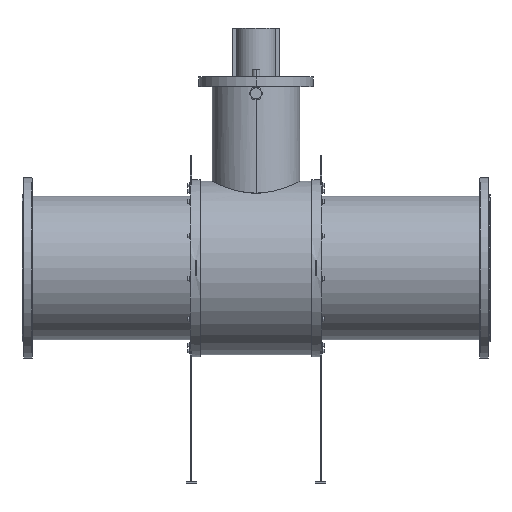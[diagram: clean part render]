
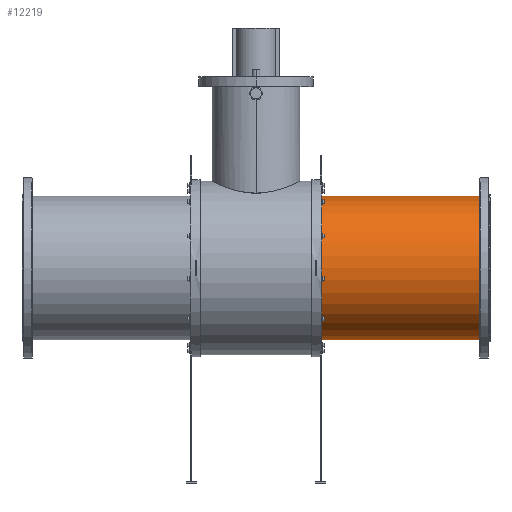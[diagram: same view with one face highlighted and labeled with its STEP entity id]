
A CAD part, top view. The second image highlights one B-rep face of the part: STEP entity #12219.
In plain terms, the highlighted cylindrical face has radius 429.5 mm (diameter 859 mm), a partial arc.
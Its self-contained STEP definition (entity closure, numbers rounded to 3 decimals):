
#63 = CARTESIAN_POINT ( 'NONE',  ( 1335., 0., 0. ) ) ;
#597 = CARTESIAN_POINT ( 'NONE',  ( 1335., 429.5, 0. ) ) ;
#644 = DIRECTION ( 'NONE',  ( -1., 0., 0. ) ) ;
#976 = DIRECTION ( 'NONE',  ( 0., -1., 0. ) ) ;
#1300 = DIRECTION ( 'NONE',  ( 0., 0., -1. ) ) ;
#2114 = CARTESIAN_POINT ( 'NONE',  ( -1400., 0., 0. ) ) ;
#2141 = CARTESIAN_POINT ( 'NONE',  ( 393., -429.5, 0. ) ) ;
#2248 = LINE ( 'NONE', #5825, #9899 ) ;
#3125 = AXIS2_PLACEMENT_3D ( 'NONE', #3356, #11541, #1300 ) ;
#3356 = CARTESIAN_POINT ( 'NONE',  ( 393., 0., 0. ) ) ;
#3799 = EDGE_LOOP ( 'NONE', ( #12807, #4621, #4919, #6740 ) ) ;
#4115 = CIRCLE ( 'NONE', #9253, 429.5 ) ;
#4438 = VERTEX_POINT ( 'NONE', #2141 ) ;
#4621 = ORIENTED_EDGE ( 'NONE', *, *, #11631, .T. ) ;
#4731 = VERTEX_POINT ( 'NONE', #597 ) ;
#4919 = ORIENTED_EDGE ( 'NONE', *, *, #14337, .T. ) ;
#5002 = LINE ( 'NONE', #11107, #5400 ) ;
#5400 = VECTOR ( 'NONE', #644, 1000. ) ;
#5517 = DIRECTION ( 'NONE',  ( -1., 0., 0. ) ) ;
#5825 = CARTESIAN_POINT ( 'NONE',  ( -1400., -429.5, 0. ) ) ;
#6740 = ORIENTED_EDGE ( 'NONE', *, *, #9484, .F. ) ;
#6856 = FACE_OUTER_BOUND ( 'NONE', #3799, .T. ) ;
#6908 = AXIS2_PLACEMENT_3D ( 'NONE', #2114, #9299, #976 ) ;
#7110 = DIRECTION ( 'NONE',  ( 0., 1., 0. ) ) ;
#8863 = CARTESIAN_POINT ( 'NONE',  ( 1335., -429.5, 0. ) ) ;
#9253 = AXIS2_PLACEMENT_3D ( 'NONE', #63, #14110, #7110 ) ;
#9299 = DIRECTION ( 'NONE',  ( -1., 0., 0. ) ) ;
#9484 = EDGE_CURVE ( 'NONE', #14206, #4438, #2248, .T. ) ;
#9899 = VECTOR ( 'NONE', #5517, 1000. ) ;
#11107 = CARTESIAN_POINT ( 'NONE',  ( -1400., 429.5, 0. ) ) ;
#11541 = DIRECTION ( 'NONE',  ( 1., 0., 0. ) ) ;
#11631 = EDGE_CURVE ( 'NONE', #4731, #13474, #5002, .T. ) ;
#12219 = ADVANCED_FACE ( 'NONE', ( #6856 ), #12565, .T. ) ;
#12565 = CYLINDRICAL_SURFACE ( 'NONE', #6908, 429.5 ) ;
#12807 = ORIENTED_EDGE ( 'NONE', *, *, #13053, .T. ) ;
#13053 = EDGE_CURVE ( 'NONE', #14206, #4731, #4115, .T. ) ;
#13364 = CIRCLE ( 'NONE', #3125, 429.5 ) ;
#13474 = VERTEX_POINT ( 'NONE', #14782 ) ;
#14110 = DIRECTION ( 'NONE',  ( -1., 0., 0. ) ) ;
#14206 = VERTEX_POINT ( 'NONE', #8863 ) ;
#14337 = EDGE_CURVE ( 'NONE', #13474, #4438, #13364, .T. ) ;
#14782 = CARTESIAN_POINT ( 'NONE',  ( 393., 429.5, 0. ) ) ;
